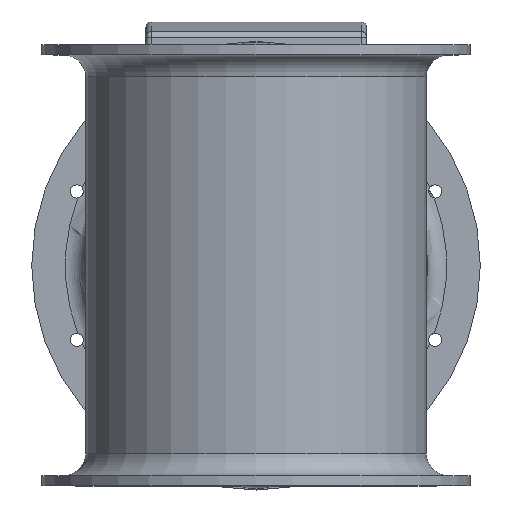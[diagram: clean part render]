
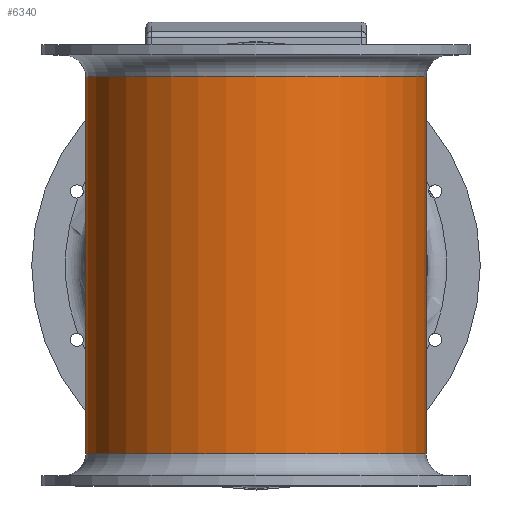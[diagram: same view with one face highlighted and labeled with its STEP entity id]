
A CAD part, top view. The second image highlights one B-rep face of the part: STEP entity #6340.
In plain terms, the highlighted cylindrical face has radius 135 mm (diameter 270 mm), a full revolution.
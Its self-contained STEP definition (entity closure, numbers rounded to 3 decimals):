
#195=B_SPLINE_CURVE_WITH_KNOTS('',3,(#11125,#11126,#11127,#11128,#11129,
#11130,#11131,#11132,#11133,#11134,#11135,#11136,#11137,#11138,#11139,#11140,
#11141,#11142,#11143,#11144,#11145,#11146,#11147,#11148,#11149,#11150,#11151,
#11152,#11153,#11154,#11155,#11156,#11157,#11158,#11159,#11160,#11161,#11162,
#11163,#11164,#11165,#11166,#11167,#11168,#11169,#11170,#11171,#11172,#11173,
#11174,#11175,#11176,#11177),.UNSPECIFIED.,.T.,.F.,(4,1,1,1,1,1,1,1,1,1,
1,1,1,1,1,1,1,1,1,1,1,1,1,1,1,1,1,1,1,1,1,1,1,1,1,1,1,1,1,1,1,1,1,1,1,1,
1,1,1,1,4),(-85.813,-84.281,-82.748,-81.216,
-79.683,-78.151,-76.619,-73.554,
-72.022,-70.489,-68.957,-67.424,
-65.381,-63.338,-61.295,-58.571,
-57.209,-55.165,-53.122,-51.079,
-50.058,-49.036,-46.993,-44.95,
-43.928,-42.906,-40.863,-39.842,
-36.777,-35.755,-34.734,-32.691,
-30.647,-28.604,-27.583,-26.561,
-24.518,-22.475,-20.432,-18.388,
-16.345,-15.324,-14.302,-12.259,
-10.727,-9.194,-6.129,-4.597,
-3.065,-1.532,0.),.UNSPECIFIED.);
#434=CYLINDRICAL_SURFACE('',#6899,135.);
#526=FACE_BOUND('',#1228,.T.);
#527=FACE_BOUND('',#1229,.T.);
#809=FACE_OUTER_BOUND('',#1227,.T.);
#1227=EDGE_LOOP('',(#4811));
#1228=EDGE_LOOP('',(#4812));
#1229=EDGE_LOOP('',(#4813));
#1662=CIRCLE('',#6900,135.);
#1663=CIRCLE('',#6901,135.);
#2757=VERTEX_POINT('',#10971);
#2760=VERTEX_POINT('',#11182);
#2761=VERTEX_POINT('',#11184);
#3499=EDGE_CURVE('',#2757,#2757,#195,.T.);
#3501=EDGE_CURVE('',#2760,#2760,#1662,.T.);
#3502=EDGE_CURVE('',#2761,#2761,#1663,.T.);
#4811=ORIENTED_EDGE('',*,*,#3501,.T.);
#4812=ORIENTED_EDGE('',*,*,#3502,.F.);
#4813=ORIENTED_EDGE('',*,*,#3499,.F.);
#6340=ADVANCED_FACE('',(#809,#526,#527),#434,.T.);
#6899=AXIS2_PLACEMENT_3D('',#11181,#8138,#8139);
#6900=AXIS2_PLACEMENT_3D('',#11183,#8140,#8141);
#6901=AXIS2_PLACEMENT_3D('',#11185,#8142,#8143);
#8138=DIRECTION('center_axis',(0.,-1.,0.));
#8139=DIRECTION('ref_axis',(-1.,0.,0.));
#8140=DIRECTION('center_axis',(0.,-1.,0.));
#8141=DIRECTION('ref_axis',(-1.,0.,0.));
#8142=DIRECTION('center_axis',(0.,-1.,0.));
#8143=DIRECTION('ref_axis',(-1.,0.,0.));
#10971=CARTESIAN_POINT('',(123.834,-0.003,180.345));
#11125=CARTESIAN_POINT('Ctrl Pts',(123.834,-0.004,
180.345));
#11126=CARTESIAN_POINT('Ctrl Pts',(123.834,-5.675,180.344));
#11127=CARTESIAN_POINT('Ctrl Pts',(123.306,-16.989,179.093));
#11128=CARTESIAN_POINT('Ctrl Pts',(121.033,-33.127,174.128));
#11129=CARTESIAN_POINT('Ctrl Pts',(117.489,-48.056,167.338));
#11130=CARTESIAN_POINT('Ctrl Pts',(112.75,-62.059,159.5));
#11131=CARTESIAN_POINT('Ctrl Pts',(106.802,-75.24,151.128));
#11132=CARTESIAN_POINT('Ctrl Pts',(97.407,-91.571,139.873));
#11133=CARTESIAN_POINT('Ctrl Pts',(85.477,-106.449,128.731));
#11134=CARTESIAN_POINT('Ctrl Pts',(71.103,-119.22,118.785));
#11135=CARTESIAN_POINT('Ctrl Pts',(58.949,-127.675,112.057));
#11136=CARTESIAN_POINT('Ctrl Pts',(45.593,-134.676,106.405));
#11137=CARTESIAN_POINT('Ctrl Pts',(29.46,-140.589,101.58));
#11138=CARTESIAN_POINT('Ctrl Pts',(10.481,-144.253,98.564));
#11139=CARTESIAN_POINT('Ctrl Pts',(-10.777,-144.26,
98.559));
#11140=CARTESIAN_POINT('Ctrl Pts',(-33.789,-139.825,
102.208));
#11141=CARTESIAN_POINT('Ctrl Pts',(-52.649,-131.733,
108.805));
#11142=CARTESIAN_POINT('Ctrl Pts',(-69.384,-120.918,
117.446));
#11143=CARTESIAN_POINT('Ctrl Pts',(-82.396,-109.771,
126.174));
#11144=CARTESIAN_POINT('Ctrl Pts',(-94.91,-95.324,137.074));
#11145=CARTESIAN_POINT('Ctrl Pts',(-103.458,-82.023,
146.534));
#11146=CARTESIAN_POINT('Ctrl Pts',(-109.2,-70.777,
153.983));
#11147=CARTESIAN_POINT('Ctrl Pts',(-114.278,-58.971,
161.319));
#11148=CARTESIAN_POINT('Ctrl Pts',(-119.319,-43.3,
169.917));
#11149=CARTESIAN_POINT('Ctrl Pts',(-122.579,-26.083,
176.693));
#11150=CARTESIAN_POINT('Ctrl Pts',(-123.951,-11.337,
179.792));
#11151=CARTESIAN_POINT('Ctrl Pts',(-124.421,3.786,180.906));
#11152=CARTESIAN_POINT('Ctrl Pts',(-123.474,18.886,178.653));
#11153=CARTESIAN_POINT('Ctrl Pts',(-120.164,40.033,171.61));
#11154=CARTESIAN_POINT('Ctrl Pts',(-115.526,56.089,163.102));
#11155=CARTESIAN_POINT('Ctrl Pts',(-109.137,70.904,153.9));
#11156=CARTESIAN_POINT('Ctrl Pts',(-103.388,82.141,146.447));
#11157=CARTESIAN_POINT('Ctrl Pts',(-94.832,95.412,137.004));
#11158=CARTESIAN_POINT('Ctrl Pts',(-82.375,109.787,126.157));
#11159=CARTESIAN_POINT('Ctrl Pts',(-70.152,120.249,117.965));
#11160=CARTESIAN_POINT('Ctrl Pts',(-59.141,127.565,112.133));
#11161=CARTESIAN_POINT('Ctrl Pts',(-47.468,133.983,106.965));
#11162=CARTESIAN_POINT('Ctrl Pts',(-31.527,140.25,101.853));
#11163=CARTESIAN_POINT('Ctrl Pts',(-10.844,144.249,98.563));
#11164=CARTESIAN_POINT('Ctrl Pts',(10.445,144.249,98.563));
#11165=CARTESIAN_POINT('Ctrl Pts',(31.103,140.274,101.834));
#11166=CARTESIAN_POINT('Ctrl Pts',(47.153,133.977,106.97));
#11167=CARTESIAN_POINT('Ctrl Pts',(58.934,127.476,112.204));
#11168=CARTESIAN_POINT('Ctrl Pts',(69.836,120.218,117.989));
#11169=CARTESIAN_POINT('Ctrl Pts',(80.909,110.738,125.411));
#11170=CARTESIAN_POINT('Ctrl Pts',(91.516,98.911,134.372));
#11171=CARTESIAN_POINT('Ctrl Pts',(102.521,83.637,145.479));
#11172=CARTESIAN_POINT('Ctrl Pts',(111.203,66.618,156.937));
#11173=CARTESIAN_POINT('Ctrl Pts',(117.492,48.044,167.345));
#11174=CARTESIAN_POINT('Ctrl Pts',(121.044,33.062,174.149));
#11175=CARTESIAN_POINT('Ctrl Pts',(123.301,17.008,179.084));
#11176=CARTESIAN_POINT('Ctrl Pts',(123.835,5.667,180.346));
#11177=CARTESIAN_POINT('Ctrl Pts',(123.834,-0.004,
180.345));
#11181=CARTESIAN_POINT('Origin',(-0.175,-74.822,233.698));
#11182=CARTESIAN_POINT('',(-135.175,149.635,233.698));
#11183=CARTESIAN_POINT('Origin',(-0.175,149.635,233.698));
#11184=CARTESIAN_POINT('',(-135.175,-149.641,233.698));
#11185=CARTESIAN_POINT('Origin',(-0.175,-149.641,233.698));
